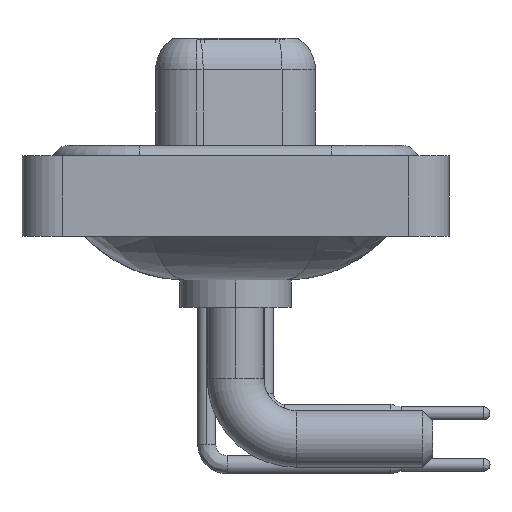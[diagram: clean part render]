
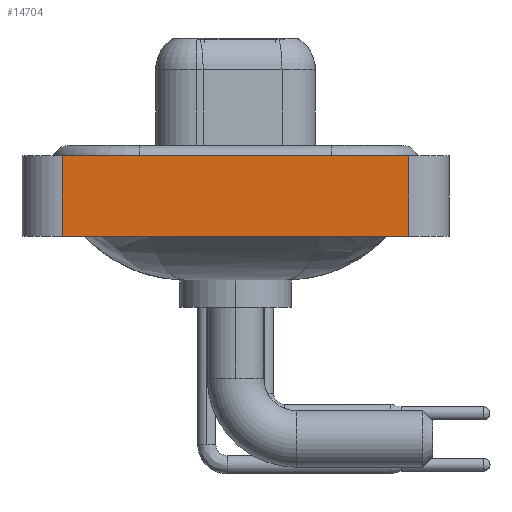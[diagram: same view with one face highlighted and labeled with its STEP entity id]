
A CAD part, left-side view. The second image highlights one B-rep face of the part: STEP entity #14704.
In plain terms, the highlighted planar face has unit normal (-1, 0, 0).
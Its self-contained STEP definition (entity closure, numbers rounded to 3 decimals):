
#447 = CARTESIAN_POINT ( 'NONE',  ( -7.35, 8.55, -3.6 ) ) ;
#720 = LINE ( 'NONE', #7744, #18603 ) ;
#939 = CARTESIAN_POINT ( 'NONE',  ( -7.35, -8.55, -3.6 ) ) ;
#1887 = VECTOR ( 'NONE', #3825, 1000. ) ;
#3468 = PLANE ( 'NONE',  #14871 ) ;
#3590 = VERTEX_POINT ( 'NONE', #21298 ) ;
#3728 = ORIENTED_EDGE ( 'NONE', *, *, #22705, .T. ) ;
#3825 = DIRECTION ( 'NONE',  ( 0., -1., 0. ) ) ;
#5623 = ORIENTED_EDGE ( 'NONE', *, *, #14256, .T. ) ;
#6481 = ORIENTED_EDGE ( 'NONE', *, *, #13019, .F. ) ;
#6668 = VECTOR ( 'NONE', #7365, 1000. ) ;
#7365 = DIRECTION ( 'NONE',  ( 0., -1., 0. ) ) ;
#7744 = CARTESIAN_POINT ( 'NONE',  ( -7.35, 8.55, -3.6 ) ) ;
#8791 = CARTESIAN_POINT ( 'NONE',  ( -7.35, -8.55, -3.6 ) ) ;
#9128 = DIRECTION ( 'NONE',  ( -1., 0., 0. ) ) ;
#9608 = EDGE_CURVE ( 'NONE', #22649, #9891, #720, .T. ) ;
#9891 = VERTEX_POINT ( 'NONE', #12811 ) ;
#10658 = CARTESIAN_POINT ( 'NONE',  ( -7.35, -8.55, -3.6 ) ) ;
#12271 = LINE ( 'NONE', #10658, #18861 ) ;
#12572 = LINE ( 'NONE', #14085, #6668 ) ;
#12811 = CARTESIAN_POINT ( 'NONE',  ( -7.35, 8.55, 0.4 ) ) ;
#13019 = EDGE_CURVE ( 'NONE', #9891, #3590, #19528, .T. ) ;
#14085 = CARTESIAN_POINT ( 'NONE',  ( -7.35, -8.55, -3.6 ) ) ;
#14212 = DIRECTION ( 'NONE',  ( 0., 0., 1. ) ) ;
#14256 = EDGE_CURVE ( 'NONE', #14948, #3590, #12271, .T. ) ;
#14704 = ADVANCED_FACE ( 'NONE', ( #22735 ), #3468, .T. ) ;
#14799 = DIRECTION ( 'NONE',  ( 0., 0., 1. ) ) ;
#14871 = AXIS2_PLACEMENT_3D ( 'NONE', #8791, #9128, #14212 ) ;
#14948 = VERTEX_POINT ( 'NONE', #939 ) ;
#16200 = ORIENTED_EDGE ( 'NONE', *, *, #9608, .F. ) ;
#16615 = EDGE_LOOP ( 'NONE', ( #5623, #6481, #16200, #3728 ) ) ;
#18603 = VECTOR ( 'NONE', #14799, 1000. ) ;
#18861 = VECTOR ( 'NONE', #21152, 1000. ) ;
#19528 = LINE ( 'NONE', #21036, #1887 ) ;
#21036 = CARTESIAN_POINT ( 'NONE',  ( -7.35, -8.55, 0.4 ) ) ;
#21152 = DIRECTION ( 'NONE',  ( 0., 0., 1. ) ) ;
#21298 = CARTESIAN_POINT ( 'NONE',  ( -7.35, -8.55, 0.4 ) ) ;
#22649 = VERTEX_POINT ( 'NONE', #447 ) ;
#22705 = EDGE_CURVE ( 'NONE', #22649, #14948, #12572, .T. ) ;
#22735 = FACE_OUTER_BOUND ( 'NONE', #16615, .T. ) ;
